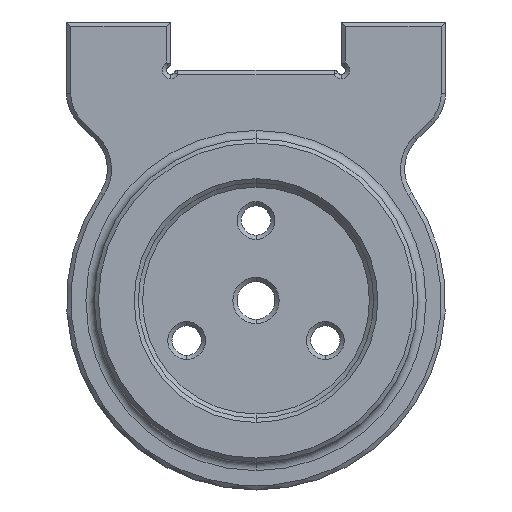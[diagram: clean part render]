
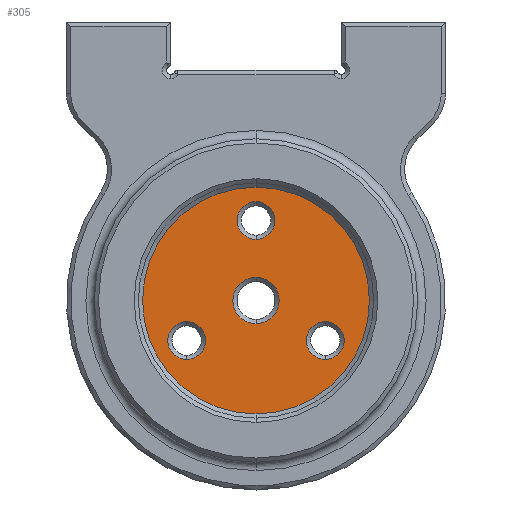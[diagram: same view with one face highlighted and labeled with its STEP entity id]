
A CAD part, front view. The second image highlights one B-rep face of the part: STEP entity #305.
In plain terms, the highlighted planar face has unit normal (0, -1, 0).
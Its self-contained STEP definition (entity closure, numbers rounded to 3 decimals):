
#23 = DIRECTION ( 'NONE',  ( 0., 1., 0. ) ) ;
#149 = DIRECTION ( 'NONE',  ( 0., 1., 0. ) ) ;
#161 = FACE_BOUND ( 'NONE', #700, .T. ) ;
#185 = DIRECTION ( 'NONE',  ( 0., -1., 0. ) ) ;
#219 = DIRECTION ( 'NONE',  ( 0., 0., 1. ) ) ;
#272 = CARTESIAN_POINT ( 'NONE',  ( 8.249, 0., -2.513 ) ) ;
#275 = EDGE_CURVE ( 'NONE', #1140, #701, #1733, .T. ) ;
#285 = ORIENTED_EDGE ( 'NONE', *, *, #956, .T. ) ;
#287 = EDGE_CURVE ( 'NONE', #701, #1140, #319, .T. ) ;
#303 = CARTESIAN_POINT ( 'NONE',  ( 0., 0., 13.5 ) ) ;
#305 = ADVANCED_FACE ( 'NONE', ( #1899, #3456, #161, #2281, #1652 ), #3280, .F. ) ;
#319 = CIRCLE ( 'NONE', #2354, 2.75 ) ;
#331 = EDGE_LOOP ( 'NONE', ( #591, #285 ) ) ;
#442 = DIRECTION ( 'NONE',  ( 0., 1., 0. ) ) ;
#463 = DIRECTION ( 'NONE',  ( 0., 0., 1. ) ) ;
#482 = CIRCLE ( 'NONE', #3246, 2.25 ) ;
#540 = AXIS2_PLACEMENT_3D ( 'NONE', #1176, #3015, #2749 ) ;
#591 = ORIENTED_EDGE ( 'NONE', *, *, #1789, .T. ) ;
#595 = VERTEX_POINT ( 'NONE', #1670 ) ;
#700 = EDGE_LOOP ( 'NONE', ( #3009, #2297 ) ) ;
#701 = VERTEX_POINT ( 'NONE', #2503 ) ;
#736 = CARTESIAN_POINT ( 'NONE',  ( 0., 0., 0. ) ) ;
#763 = DIRECTION ( 'NONE',  ( 0., 1., 0. ) ) ;
#827 = CARTESIAN_POINT ( 'NONE',  ( 0., 0., 0. ) ) ;
#840 = CARTESIAN_POINT ( 'NONE',  ( 0., 0., 9.525 ) ) ;
#841 = AXIS2_PLACEMENT_3D ( 'NONE', #1929, #2775, #3261 ) ;
#871 = DIRECTION ( 'NONE',  ( 0., 0., 1. ) ) ;
#917 = VERTEX_POINT ( 'NONE', #303 ) ;
#956 = EDGE_CURVE ( 'NONE', #917, #1758, #2611, .T. ) ;
#968 = AXIS2_PLACEMENT_3D ( 'NONE', #1832, #442, #2030 ) ;
#1084 = DIRECTION ( 'NONE',  ( 0., 0., 1. ) ) ;
#1102 = VERTEX_POINT ( 'NONE', #2470 ) ;
#1125 = EDGE_CURVE ( 'NONE', #3092, #3407, #2644, .T. ) ;
#1140 = VERTEX_POINT ( 'NONE', #3275 ) ;
#1176 = CARTESIAN_POINT ( 'NONE',  ( 0., 0., 9.525 ) ) ;
#1212 = VERTEX_POINT ( 'NONE', #3351 ) ;
#1218 = CARTESIAN_POINT ( 'NONE',  ( -8.249, 0., -7.012 ) ) ;
#1342 = AXIS2_PLACEMENT_3D ( 'NONE', #3480, #2695, #1084 ) ;
#1354 = EDGE_CURVE ( 'NONE', #3367, #1102, #2511, .T. ) ;
#1368 = CIRCLE ( 'NONE', #841, 2.25 ) ;
#1488 = AXIS2_PLACEMENT_3D ( 'NONE', #2734, #2439, #2161 ) ;
#1517 = EDGE_CURVE ( 'NONE', #3407, #3092, #1368, .T. ) ;
#1599 = AXIS2_PLACEMENT_3D ( 'NONE', #840, #2722, #1897 ) ;
#1652 = FACE_BOUND ( 'NONE', #3066, .T. ) ;
#1670 = CARTESIAN_POINT ( 'NONE',  ( 0., 0., 11.775 ) ) ;
#1733 = CIRCLE ( 'NONE', #1488, 2.75 ) ;
#1748 = EDGE_LOOP ( 'NONE', ( #2807, #2865 ) ) ;
#1758 = VERTEX_POINT ( 'NONE', #1784 ) ;
#1784 = CARTESIAN_POINT ( 'NONE',  ( 0., 0., -13.5 ) ) ;
#1789 = EDGE_CURVE ( 'NONE', #1758, #917, #2582, .T. ) ;
#1821 = CARTESIAN_POINT ( 'NONE',  ( 8.249, 0., -4.763 ) ) ;
#1832 = CARTESIAN_POINT ( 'NONE',  ( 8.249, 0., -4.763 ) ) ;
#1897 = DIRECTION ( 'NONE',  ( 0., 0., 1. ) ) ;
#1899 = FACE_OUTER_BOUND ( 'NONE', #331, .T. ) ;
#1923 = CARTESIAN_POINT ( 'NONE',  ( 0., 0., 0. ) ) ;
#1929 = CARTESIAN_POINT ( 'NONE',  ( -8.249, 0., -4.762 ) ) ;
#2005 = CARTESIAN_POINT ( 'NONE',  ( -8.249, 0., -4.762 ) ) ;
#2030 = DIRECTION ( 'NONE',  ( 0., 0., 1. ) ) ;
#2090 = ORIENTED_EDGE ( 'NONE', *, *, #287, .T. ) ;
#2116 = ORIENTED_EDGE ( 'NONE', *, *, #275, .T. ) ;
#2150 = EDGE_CURVE ( 'NONE', #1212, #595, #2444, .T. ) ;
#2161 = DIRECTION ( 'NONE',  ( 0., 0., 1. ) ) ;
#2281 = FACE_BOUND ( 'NONE', #1748, .T. ) ;
#2297 = ORIENTED_EDGE ( 'NONE', *, *, #1517, .T. ) ;
#2354 = AXIS2_PLACEMENT_3D ( 'NONE', #1923, #23, #2425 ) ;
#2425 = DIRECTION ( 'NONE',  ( 0., 0., 1. ) ) ;
#2439 = DIRECTION ( 'NONE',  ( 0., 1., 0. ) ) ;
#2444 = CIRCLE ( 'NONE', #540, 2.25 ) ;
#2470 = CARTESIAN_POINT ( 'NONE',  ( 8.249, 0., -7.013 ) ) ;
#2476 = DIRECTION ( 'NONE',  ( 0., 1., 0. ) ) ;
#2503 = CARTESIAN_POINT ( 'NONE',  ( 0., 0., -2.75 ) ) ;
#2511 = CIRCLE ( 'NONE', #968, 2.25 ) ;
#2546 = AXIS2_PLACEMENT_3D ( 'NONE', #827, #2476, #871 ) ;
#2582 = CIRCLE ( 'NONE', #2620, 13.5 ) ;
#2592 = ORIENTED_EDGE ( 'NONE', *, *, #1354, .T. ) ;
#2611 = CIRCLE ( 'NONE', #1342, 13.5 ) ;
#2620 = AXIS2_PLACEMENT_3D ( 'NONE', #736, #185, #463 ) ;
#2644 = CIRCLE ( 'NONE', #3362, 2.25 ) ;
#2695 = DIRECTION ( 'NONE',  ( 0., -1., 0. ) ) ;
#2722 = DIRECTION ( 'NONE',  ( 0., 1., 0. ) ) ;
#2734 = CARTESIAN_POINT ( 'NONE',  ( 0., 0., 0. ) ) ;
#2749 = DIRECTION ( 'NONE',  ( 0., 0., 1. ) ) ;
#2775 = DIRECTION ( 'NONE',  ( 0., 1., 0. ) ) ;
#2793 = DIRECTION ( 'NONE',  ( 0., 0., 1. ) ) ;
#2807 = ORIENTED_EDGE ( 'NONE', *, *, #2150, .T. ) ;
#2847 = EDGE_CURVE ( 'NONE', #1102, #3367, #482, .T. ) ;
#2865 = ORIENTED_EDGE ( 'NONE', *, *, #3410, .T. ) ;
#3009 = ORIENTED_EDGE ( 'NONE', *, *, #1125, .T. ) ;
#3013 = CARTESIAN_POINT ( 'NONE',  ( -8.249, 0., -2.512 ) ) ;
#3015 = DIRECTION ( 'NONE',  ( 0., 1., 0. ) ) ;
#3066 = EDGE_LOOP ( 'NONE', ( #2090, #2116 ) ) ;
#3092 = VERTEX_POINT ( 'NONE', #1218 ) ;
#3246 = AXIS2_PLACEMENT_3D ( 'NONE', #1821, #763, #219 ) ;
#3261 = DIRECTION ( 'NONE',  ( 0., 0., 1. ) ) ;
#3266 = EDGE_LOOP ( 'NONE', ( #3303, #2592 ) ) ;
#3275 = CARTESIAN_POINT ( 'NONE',  ( 0., 0., 2.75 ) ) ;
#3279 = CIRCLE ( 'NONE', #1599, 2.25 ) ;
#3280 = PLANE ( 'NONE',  #2546 ) ;
#3303 = ORIENTED_EDGE ( 'NONE', *, *, #2847, .T. ) ;
#3351 = CARTESIAN_POINT ( 'NONE',  ( 0., 0., 7.275 ) ) ;
#3362 = AXIS2_PLACEMENT_3D ( 'NONE', #2005, #149, #2793 ) ;
#3367 = VERTEX_POINT ( 'NONE', #272 ) ;
#3407 = VERTEX_POINT ( 'NONE', #3013 ) ;
#3410 = EDGE_CURVE ( 'NONE', #595, #1212, #3279, .T. ) ;
#3456 = FACE_BOUND ( 'NONE', #3266, .T. ) ;
#3480 = CARTESIAN_POINT ( 'NONE',  ( 0., 0., 0. ) ) ;
